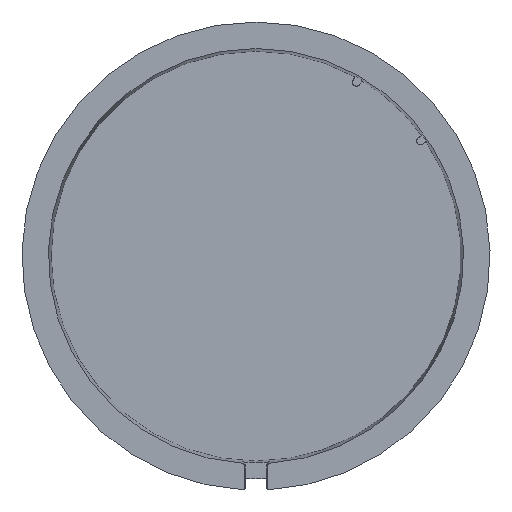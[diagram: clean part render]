
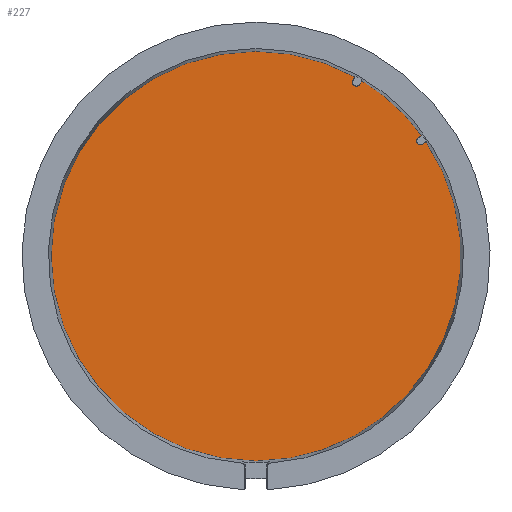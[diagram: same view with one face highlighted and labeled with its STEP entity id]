
A CAD part, front view. The second image highlights one B-rep face of the part: STEP entity #227.
In plain terms, the highlighted planar face has unit normal (0, -1, 0).
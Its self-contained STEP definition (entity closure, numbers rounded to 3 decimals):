
#1 = VECTOR ( 'NONE', #510, 1000. ) ;
#11 = CARTESIAN_POINT ( 'NONE',  ( 15.99, -1., 11.684 ) ) ;
#13 = CARTESIAN_POINT ( 'NONE',  ( 9.752, -1., 17.69 ) ) ;
#23 = VECTOR ( 'NONE', #214, 1000. ) ;
#27 = AXIS2_PLACEMENT_3D ( 'NONE', #305, #829, #90 ) ;
#45 = AXIS2_PLACEMENT_3D ( 'NONE', #313, #302, #247 ) ;
#56 = CIRCLE ( 'NONE', #27, 20.2 ) ;
#58 = CIRCLE ( 'NONE', #878, 20.2 ) ;
#82 = DIRECTION ( 'NONE',  ( 0.819, 0., 0.574 ) ) ;
#86 = LINE ( 'NONE', #153, #107 ) ;
#90 = DIRECTION ( 'NONE',  ( 0., 0., 1. ) ) ;
#107 = VECTOR ( 'NONE', #228, 1000. ) ;
#127 = LINE ( 'NONE', #11, #139 ) ;
#137 = FACE_OUTER_BOUND ( 'NONE', #828, .T. ) ;
#139 = VECTOR ( 'NONE', #82, 1000. ) ;
#145 = AXIS2_PLACEMENT_3D ( 'NONE', #376, #377, #436 ) ;
#153 = CARTESIAN_POINT ( 'NONE',  ( 0.229, -1., -0.328 ) ) ;
#155 = CIRCLE ( 'NONE', #145, 20.2 ) ;
#161 = EDGE_CURVE ( 'NONE', #787, #766, #209, .T. ) ;
#169 = CIRCLE ( 'NONE', #757, 0.4 ) ;
#187 = EDGE_CURVE ( 'NONE', #517, #905, #169, .T. ) ;
#209 = CIRCLE ( 'NONE', #665, 20.2 ) ;
#213 = CARTESIAN_POINT ( 'NONE',  ( 9.554, -1., 17.347 ) ) ;
#214 = DIRECTION ( 'NONE',  ( 0.5, 0., 0.866 ) ) ;
#227 = ADVANCED_FACE ( 'NONE', ( #137 ), #622, .T. ) ;
#228 = DIRECTION ( 'NONE',  ( 0.819, 0., 0.574 ) ) ;
#235 = CARTESIAN_POINT ( 'NONE',  ( 0.346, -1., -0.2 ) ) ;
#240 = DIRECTION ( 'NONE',  ( 0., 0., 1. ) ) ;
#247 = DIRECTION ( 'NONE',  ( 0., 0., -1. ) ) ;
#250 = EDGE_CURVE ( 'NONE', #594, #557, #127, .T. ) ;
#276 = ORIENTED_EDGE ( 'NONE', *, *, #513, .F. ) ;
#295 = EDGE_CURVE ( 'NONE', #766, #634, #155, .T. ) ;
#302 = DIRECTION ( 'NONE',  ( 0., -1., 0. ) ) ;
#305 = CARTESIAN_POINT ( 'NONE',  ( 0., -1., 0. ) ) ;
#308 = LINE ( 'NONE', #533, #1 ) ;
#313 = CARTESIAN_POINT ( 'NONE',  ( 0., -1., 0. ) ) ;
#314 = CARTESIAN_POINT ( 'NONE',  ( 0., -1., 0. ) ) ;
#322 = DIRECTION ( 'NONE',  ( 0., 0., 1. ) ) ;
#331 = EDGE_CURVE ( 'NONE', #751, #787, #86, .T. ) ;
#356 = ORIENTED_EDGE ( 'NONE', *, *, #792, .T. ) ;
#357 = ORIENTED_EDGE ( 'NONE', *, *, #250, .T. ) ;
#376 = CARTESIAN_POINT ( 'NONE',  ( 0., -1., 0. ) ) ;
#377 = DIRECTION ( 'NONE',  ( 0., 1., 0. ) ) ;
#379 = CARTESIAN_POINT ( 'NONE',  ( 15.99, -1., 11.684 ) ) ;
#402 = CARTESIAN_POINT ( 'NONE',  ( 16.219, -1., 11.357 ) ) ;
#412 = ORIENTED_EDGE ( 'NONE', *, *, #161, .F. ) ;
#421 = ORIENTED_EDGE ( 'NONE', *, *, #649, .T. ) ;
#436 = DIRECTION ( 'NONE',  ( 0., 0., 1. ) ) ;
#483 = AXIS2_PLACEMENT_3D ( 'NONE', #402, #850, #322 ) ;
#491 = VERTEX_POINT ( 'NONE', #901 ) ;
#495 = EDGE_CURVE ( 'NONE', #491, #557, #58, .T. ) ;
#510 = DIRECTION ( 'NONE',  ( 0.5, 0., 0.866 ) ) ;
#513 = EDGE_CURVE ( 'NONE', #634, #524, #56, .T. ) ;
#517 = VERTEX_POINT ( 'NONE', #681 ) ;
#524 = VERTEX_POINT ( 'NONE', #13 ) ;
#533 = CARTESIAN_POINT ( 'NONE',  ( 9.554, -1., 17.347 ) ) ;
#557 = VERTEX_POINT ( 'NONE', #746 ) ;
#567 = ORIENTED_EDGE ( 'NONE', *, *, #331, .F. ) ;
#584 = ORIENTED_EDGE ( 'NONE', *, *, #295, .F. ) ;
#587 = CARTESIAN_POINT ( 'NONE',  ( 16.773, -1., 11.256 ) ) ;
#594 = VERTEX_POINT ( 'NONE', #379 ) ;
#622 = PLANE ( 'NONE',  #45 ) ;
#623 = ORIENTED_EDGE ( 'NONE', *, *, #187, .T. ) ;
#634 = VERTEX_POINT ( 'NONE', #642 ) ;
#638 = ORIENTED_EDGE ( 'NONE', *, *, #791, .F. ) ;
#642 = CARTESIAN_POINT ( 'NONE',  ( 0., -1., 20.2 ) ) ;
#644 = ORIENTED_EDGE ( 'NONE', *, *, #495, .F. ) ;
#649 = EDGE_CURVE ( 'NONE', #751, #594, #836, .T. ) ;
#652 = CARTESIAN_POINT ( 'NONE',  ( 0., -1., -20.2 ) ) ;
#665 = AXIS2_PLACEMENT_3D ( 'NONE', #769, #801, #815 ) ;
#681 = CARTESIAN_POINT ( 'NONE',  ( 10.246, -1., 16.947 ) ) ;
#683 = DIRECTION ( 'NONE',  ( 0., 1., 0. ) ) ;
#730 = CARTESIAN_POINT ( 'NONE',  ( 16.449, -1., 11.029 ) ) ;
#746 = CARTESIAN_POINT ( 'NONE',  ( 16.314, -1., 11.912 ) ) ;
#751 = VERTEX_POINT ( 'NONE', #730 ) ;
#757 = AXIS2_PLACEMENT_3D ( 'NONE', #875, #877, #881 ) ;
#766 = VERTEX_POINT ( 'NONE', #652 ) ;
#769 = CARTESIAN_POINT ( 'NONE',  ( 0., -1., 0. ) ) ;
#787 = VERTEX_POINT ( 'NONE', #587 ) ;
#791 = EDGE_CURVE ( 'NONE', #517, #491, #895, .T. ) ;
#792 = EDGE_CURVE ( 'NONE', #905, #524, #308, .T. ) ;
#801 = DIRECTION ( 'NONE',  ( 0., 1., 0. ) ) ;
#815 = DIRECTION ( 'NONE',  ( 0., 0., 1. ) ) ;
#828 = EDGE_LOOP ( 'NONE', ( #638, #623, #356, #276, #584, #412, #567, #421, #357, #644 ) ) ;
#829 = DIRECTION ( 'NONE',  ( 0., 1., 0. ) ) ;
#836 = CIRCLE ( 'NONE', #483, 0.4 ) ;
#850 = DIRECTION ( 'NONE',  ( 0., 1., 0. ) ) ;
#875 = CARTESIAN_POINT ( 'NONE',  ( 9.9, -1., 17.147 ) ) ;
#877 = DIRECTION ( 'NONE',  ( 0., 1., 0. ) ) ;
#878 = AXIS2_PLACEMENT_3D ( 'NONE', #314, #683, #240 ) ;
#881 = DIRECTION ( 'NONE',  ( -0.423, 0., 0.906 ) ) ;
#895 = LINE ( 'NONE', #235, #23 ) ;
#901 = CARTESIAN_POINT ( 'NONE',  ( 10.444, -1., 17.29 ) ) ;
#905 = VERTEX_POINT ( 'NONE', #213 ) ;
